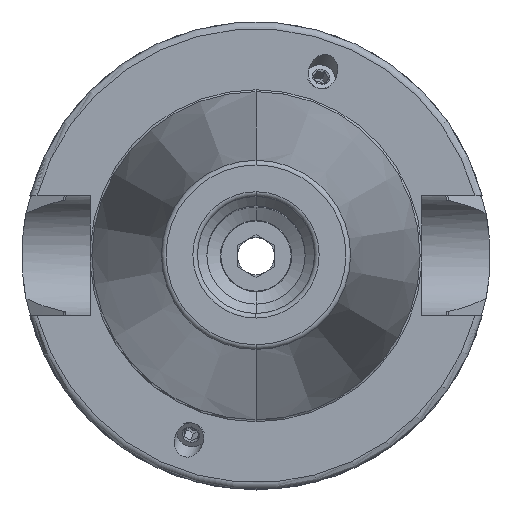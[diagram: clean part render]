
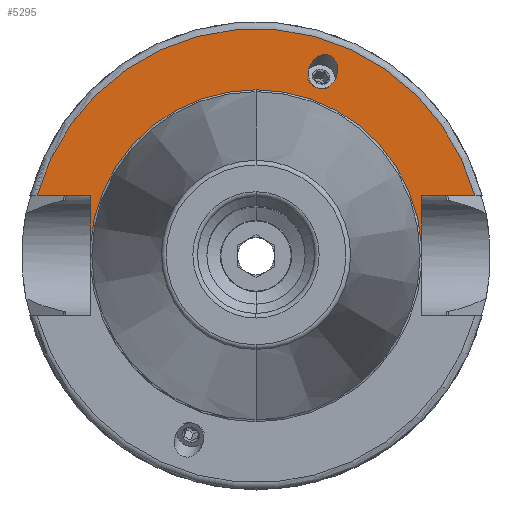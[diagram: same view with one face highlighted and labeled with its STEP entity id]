
A CAD part, top view. The second image highlights one B-rep face of the part: STEP entity #5295.
In plain terms, the highlighted planar face has unit normal (0, 0, 1).
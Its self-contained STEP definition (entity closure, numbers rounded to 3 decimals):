
#1213=DIRECTION('',(1,0,0));
#1214=VECTOR('',#1213,11.367);
#1215=CARTESIAN_POINT('',(-46.767,12.85,35));
#1216=LINE('',#1215,#1214);
#1217=DIRECTION('',(-1,0,0));
#1218=VECTOR('',#1217,11.367);
#1219=CARTESIAN_POINT('',(46.767,12.85,35));
#1220=LINE('',#1219,#1218);
#1221=DIRECTION('',(0,-1,0));
#1222=VECTOR('',#1221,10.609);
#1223=CARTESIAN_POINT('',(35.4,12.85,35));
#1224=LINE('',#1223,#1222);
#1225=DIRECTION('',(0,1,0));
#1226=VECTOR('',#1225,10.609);
#1227=CARTESIAN_POINT('',(-35.4,2.241,35));
#1228=LINE('',#1227,#1226);
#1229=DIRECTION('',(-0.94,0.342,0));
#1230=VECTOR('',#1229,1.1);
#1231=CARTESIAN_POINT('',(13.595,35.744,35));
#1232=LINE('',#1231,#1230);
#1243=CARTESIAN_POINT('',(0,0,35));
#1244=DIRECTION('',(0,0,1));
#1245=DIRECTION('',(0,1,0));
#1246=AXIS2_PLACEMENT_3D('',#1243,#1244,#1245);
#1274=CARTESIAN_POINT('',(0,0,35));
#1275=DIRECTION('',(0,0,-1));
#1276=DIRECTION('',(0,1,0));
#1277=AXIS2_PLACEMENT_3D('',#1274,#1275,#1276);
#1470=CARTESIAN_POINT('',(0,0,35));
#1471=DIRECTION('',(0,0,1));
#1472=DIRECTION('',(0.964,0.265,0));
#1473=AXIS2_PLACEMENT_3D('',#1470,#1471,#1472);
#2456=CARTESIAN_POINT('',(12.561,36.12,35));
#2457=CARTESIAN_POINT('',(12.346,36.257,35));
#2458=CARTESIAN_POINT('',(11.901,36.63,35));
#2459=CARTESIAN_POINT('',(11.324,37.62,35));
#2460=CARTESIAN_POINT('',(11.096,39.085,35));
#2461=CARTESIAN_POINT('',(11.491,40.778,35));
#2462=CARTESIAN_POINT('',(12.488,42.174,35));
#2463=CARTESIAN_POINT('',(13.713,42.92,35));
#2464=CARTESIAN_POINT('',(14.625,43.055,35));
#2465=CARTESIAN_POINT('',(15.229,42.988,35));
#2466=CARTESIAN_POINT('',(15.607,42.881,35));
#2467=CARTESIAN_POINT('',(15.966,42.72,35));
#2468=CARTESIAN_POINT('',(16.472,42.383,35));
#2469=CARTESIAN_POINT('',(17.084,41.693,35));
#2470=CARTESIAN_POINT('',(17.543,40.334,35));
#2471=CARTESIAN_POINT('',(17.409,38.625,35));
#2472=CARTESIAN_POINT('',(16.623,37.074,35));
#2473=CARTESIAN_POINT('',(15.507,36.098,35));
#2474=CARTESIAN_POINT('',(14.429,35.711,35));
#2475=CARTESIAN_POINT('',(13.848,35.711,35));
#2476=CARTESIAN_POINT('',(13.595,35.744,35));
#3436=CARTESIAN_POINT('',(-46.767,12.85,35));
#3437=CARTESIAN_POINT('',(-35.4,12.85,35));
#3438=VERTEX_POINT('',#3436);
#3439=VERTEX_POINT('',#3437);
#3440=CARTESIAN_POINT('',(35.4,12.85,35));
#3441=CARTESIAN_POINT('',(35.4,2.241,35));
#3442=VERTEX_POINT('',#3440);
#3443=VERTEX_POINT('',#3441);
#3448=CARTESIAN_POINT('',(46.767,12.85,35));
#3449=VERTEX_POINT('',#3448);
#3494=CARTESIAN_POINT('',(0,35.471,35));
#3496=VERTEX_POINT('',#3494);
#3506=CARTESIAN_POINT('',(-35.4,2.241,35));
#3507=VERTEX_POINT('',#3506);
#3514=CARTESIAN_POINT('',(13.595,35.744,35));
#3515=CARTESIAN_POINT('',(12.561,36.12,35));
#3516=VERTEX_POINT('',#3514);
#3517=VERTEX_POINT('',#3515);
#5270=CARTESIAN_POINT('',(0,0,35));
#5271=DIRECTION('',(0,0,-1));
#5272=DIRECTION('',(0,-1,0));
#5273=AXIS2_PLACEMENT_3D('',#5270,#5271,#5272);
#5274=PLANE('',#5273);
#5275=ORIENTED_EDGE('',*,*,#5189,.F.);
#5277=ORIENTED_EDGE('',*,*,#5276,.F.);
#5279=ORIENTED_EDGE('',*,*,#5278,.T.);
#5281=ORIENTED_EDGE('',*,*,#5280,.T.);
#5283=ORIENTED_EDGE('',*,*,#5282,.F.);
#5285=ORIENTED_EDGE('',*,*,#5284,.T.);
#5286=ORIENTED_EDGE('',*,*,#5163,.T.);
#5287=EDGE_LOOP('',(#5275,#5277,#5279,#5281,#5283,#5285,#5286));
#5288=FACE_OUTER_BOUND('',#5287,.F.);
#5290=ORIENTED_EDGE('',*,*,#5289,.F.);
#5292=ORIENTED_EDGE('',*,*,#5291,.F.);
#5293=EDGE_LOOP('',(#5290,#5292));
#5294=FACE_BOUND('',#5293,.F.);
#5295=ADVANCED_FACE('',(#5288,#5294),#5274,.F.);
#1247=CIRCLE('',#1246,35.471);
#1278=CIRCLE('',#1277,35.471);
#1474=CIRCLE('',#1473,48.5);
#2477=B_SPLINE_CURVE_WITH_KNOTS('',3,(#2456,#2457,#2458,#2459,#2460,#2461,#2462,
#2463,#2464,#2465,#2466,#2467,#2468,#2469,#2470,#2471,#2472,#2473,#2474,#2475,
#2476),.UNSPECIFIED.,.F.,.F.,(4,1,1,1,1,1,1,1,1,1,1,1,1,1,1,1,1,1,4),(0,
0.063,0.125,0.188,0.25,0.313,0.375,0.438,0.469,0.5,
0.531,0.563,0.625,0.688,0.75,0.813,0.875,0.938,1),
.UNSPECIFIED.);
#5163=EDGE_CURVE('',#3507,#3439,#1228,.T.);
#5189=EDGE_CURVE('',#3438,#3439,#1216,.T.);
#5276=EDGE_CURVE('',#3449,#3438,#1474,.T.);
#5278=EDGE_CURVE('',#3449,#3442,#1220,.T.);
#5280=EDGE_CURVE('',#3442,#3443,#1224,.T.);
#5282=EDGE_CURVE('',#3496,#3443,#1278,.T.);
#5284=EDGE_CURVE('',#3496,#3507,#1247,.T.);
#5289=EDGE_CURVE('',#3516,#3517,#1232,.T.);
#5291=EDGE_CURVE('',#3517,#3516,#2477,.T.);
